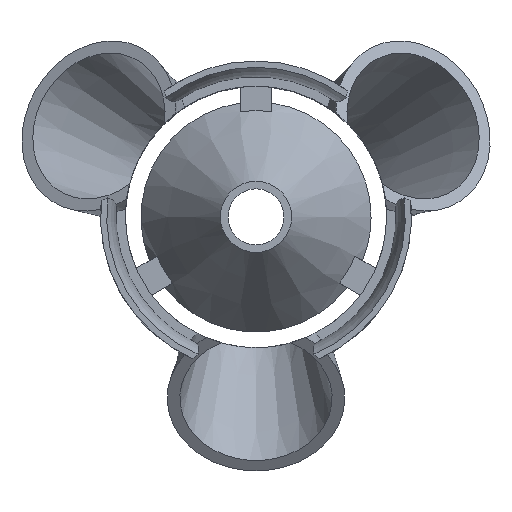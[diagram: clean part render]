
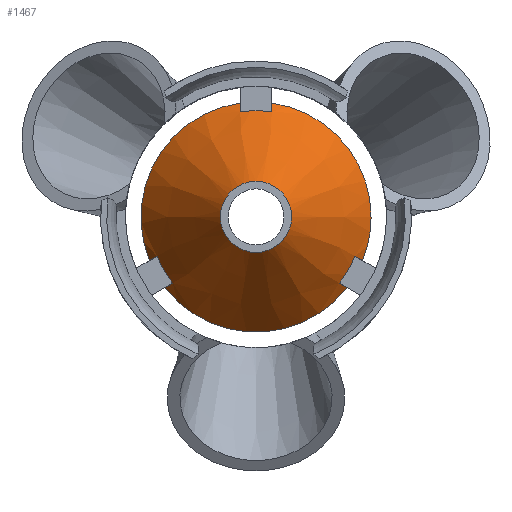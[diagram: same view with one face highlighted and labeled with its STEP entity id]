
A CAD part, top view. The second image highlights one B-rep face of the part: STEP entity #1467.
In plain terms, the highlighted conical face has half-angle 35 degrees and reference radius 24.221 mm.
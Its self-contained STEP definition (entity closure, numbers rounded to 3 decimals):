
#28=CONICAL_SURFACE('',#1598,24.221,0.611);
#114=(
BOUNDED_CURVE()
B_SPLINE_CURVE(2,(#2241,#2242,#2243),.UNSPECIFIED.,.F.,.F.)
B_SPLINE_CURVE_WITH_KNOTS((3,3),(0.,0.49),.UNSPECIFIED.)
CURVE()
GEOMETRIC_REPRESENTATION_ITEM()
RATIONAL_B_SPLINE_CURVE((1.,1.001,1.))
REPRESENTATION_ITEM('')
);
#115=(
BOUNDED_CURVE()
B_SPLINE_CURVE(2,(#2259,#2260,#2261),.UNSPECIFIED.,.F.,.F.)
B_SPLINE_CURVE_WITH_KNOTS((3,3),(0.,0.49),.UNSPECIFIED.)
CURVE()
GEOMETRIC_REPRESENTATION_ITEM()
RATIONAL_B_SPLINE_CURVE((1.,1.001,1.))
REPRESENTATION_ITEM('')
);
#116=(
BOUNDED_CURVE()
B_SPLINE_CURVE(2,(#2524,#2525,#2526),.UNSPECIFIED.,.F.,.F.)
B_SPLINE_CURVE_WITH_KNOTS((3,3),(0.,0.49),.UNSPECIFIED.)
CURVE()
GEOMETRIC_REPRESENTATION_ITEM()
RATIONAL_B_SPLINE_CURVE((1.,1.001,1.))
REPRESENTATION_ITEM('')
);
#117=(
BOUNDED_CURVE()
B_SPLINE_CURVE(2,(#2530,#2531,#2532),.UNSPECIFIED.,.F.,.F.)
B_SPLINE_CURVE_WITH_KNOTS((3,3),(0.,0.49),.UNSPECIFIED.)
CURVE()
GEOMETRIC_REPRESENTATION_ITEM()
RATIONAL_B_SPLINE_CURVE((1.,1.001,1.))
REPRESENTATION_ITEM('')
);
#118=(
BOUNDED_CURVE()
B_SPLINE_CURVE(2,(#2536,#2537,#2538),.UNSPECIFIED.,.F.,.F.)
B_SPLINE_CURVE_WITH_KNOTS((3,3),(0.,0.49),.UNSPECIFIED.)
CURVE()
GEOMETRIC_REPRESENTATION_ITEM()
RATIONAL_B_SPLINE_CURVE((1.,1.001,1.))
REPRESENTATION_ITEM('')
);
#119=(
BOUNDED_CURVE()
B_SPLINE_CURVE(2,(#2542,#2543,#2544),.UNSPECIFIED.,.F.,.F.)
B_SPLINE_CURVE_WITH_KNOTS((3,3),(0.,0.49),.UNSPECIFIED.)
CURVE()
GEOMETRIC_REPRESENTATION_ITEM()
RATIONAL_B_SPLINE_CURVE((1.,1.001,1.))
REPRESENTATION_ITEM('')
);
#177=FACE_OUTER_BOUND('',#261,.T.);
#261=EDGE_LOOP('',(#1039,#1040,#1041,#1042,#1043,#1044,#1045,#1046,#1047,
#1048,#1049,#1050,#1051,#1052,#1053,#1054,#1055));
#358=LINE('',#2547,#417);
#417=VECTOR('',#1874,24.221);
#462=CIRCLE('',#1573,11.442);
#463=CIRCLE('',#1574,11.442);
#464=CIRCLE('',#1578,34.199);
#476=CIRCLE('',#1599,37.);
#477=CIRCLE('',#1600,34.199);
#478=CIRCLE('',#1601,37.);
#479=CIRCLE('',#1602,34.199);
#480=CIRCLE('',#1603,37.);
#481=CIRCLE('',#1604,37.);
#557=VERTEX_POINT('',#2232);
#558=VERTEX_POINT('',#2234);
#559=VERTEX_POINT('',#2239);
#560=VERTEX_POINT('',#2240);
#563=VERTEX_POINT('',#2250);
#566=VERTEX_POINT('',#2258);
#604=VERTEX_POINT('',#2521);
#605=VERTEX_POINT('',#2523);
#606=VERTEX_POINT('',#2527);
#607=VERTEX_POINT('',#2529);
#608=VERTEX_POINT('',#2533);
#609=VERTEX_POINT('',#2535);
#610=VERTEX_POINT('',#2539);
#611=VERTEX_POINT('',#2541);
#612=VERTEX_POINT('',#2545);
#723=EDGE_CURVE('',#558,#557,#462,.T.);
#724=EDGE_CURVE('',#557,#558,#463,.T.);
#725=EDGE_CURVE('',#559,#560,#114,.T.);
#730=EDGE_CURVE('',#560,#563,#464,.T.);
#733=EDGE_CURVE('',#563,#566,#115,.T.);
#774=EDGE_CURVE('',#604,#566,#476,.T.);
#775=EDGE_CURVE('',#604,#605,#116,.T.);
#776=EDGE_CURVE('',#605,#606,#477,.T.);
#777=EDGE_CURVE('',#606,#607,#117,.T.);
#778=EDGE_CURVE('',#608,#607,#478,.T.);
#779=EDGE_CURVE('',#608,#609,#118,.T.);
#780=EDGE_CURVE('',#609,#610,#479,.T.);
#781=EDGE_CURVE('',#610,#611,#119,.T.);
#782=EDGE_CURVE('',#612,#611,#480,.T.);
#783=EDGE_CURVE('',#612,#558,#358,.T.);
#784=EDGE_CURVE('',#559,#612,#481,.T.);
#1039=ORIENTED_EDGE('',*,*,#725,.T.);
#1040=ORIENTED_EDGE('',*,*,#730,.T.);
#1041=ORIENTED_EDGE('',*,*,#733,.T.);
#1042=ORIENTED_EDGE('',*,*,#774,.F.);
#1043=ORIENTED_EDGE('',*,*,#775,.T.);
#1044=ORIENTED_EDGE('',*,*,#776,.T.);
#1045=ORIENTED_EDGE('',*,*,#777,.T.);
#1046=ORIENTED_EDGE('',*,*,#778,.F.);
#1047=ORIENTED_EDGE('',*,*,#779,.T.);
#1048=ORIENTED_EDGE('',*,*,#780,.T.);
#1049=ORIENTED_EDGE('',*,*,#781,.T.);
#1050=ORIENTED_EDGE('',*,*,#782,.F.);
#1051=ORIENTED_EDGE('',*,*,#783,.T.);
#1052=ORIENTED_EDGE('',*,*,#723,.T.);
#1053=ORIENTED_EDGE('',*,*,#724,.T.);
#1054=ORIENTED_EDGE('',*,*,#783,.F.);
#1055=ORIENTED_EDGE('',*,*,#784,.F.);
#1467=ADVANCED_FACE('',(#177),#28,.T.);
#1573=AXIS2_PLACEMENT_3D('',#2235,#1801,#1802);
#1574=AXIS2_PLACEMENT_3D('',#2236,#1803,#1804);
#1578=AXIS2_PLACEMENT_3D('',#2253,#1815,#1816);
#1598=AXIS2_PLACEMENT_3D('',#2520,#1862,#1863);
#1599=AXIS2_PLACEMENT_3D('',#2522,#1864,#1865);
#1600=AXIS2_PLACEMENT_3D('',#2528,#1866,#1867);
#1601=AXIS2_PLACEMENT_3D('',#2534,#1868,#1869);
#1602=AXIS2_PLACEMENT_3D('',#2540,#1870,#1871);
#1603=AXIS2_PLACEMENT_3D('',#2546,#1872,#1873);
#1604=AXIS2_PLACEMENT_3D('',#2548,#1875,#1876);
#1801=DIRECTION('center_axis',(0.,0.,-1.));
#1802=DIRECTION('ref_axis',(1.,0.,0.));
#1803=DIRECTION('center_axis',(0.,0.,-1.));
#1804=DIRECTION('ref_axis',(1.,0.,0.));
#1815=DIRECTION('center_axis',(0.,0.,
1.));
#1816=DIRECTION('ref_axis',(-1.,0.,0.));
#1862=DIRECTION('center_axis',(0.,0.,-1.));
#1863=DIRECTION('ref_axis',(-1.,0.,0.));
#1864=DIRECTION('center_axis',(0.,0.,-1.));
#1865=DIRECTION('ref_axis',(1.,0.,0.));
#1866=DIRECTION('center_axis',(0.,0.,
1.));
#1867=DIRECTION('ref_axis',(-1.,0.,0.));
#1868=DIRECTION('center_axis',(0.,0.,-1.));
#1869=DIRECTION('ref_axis',(1.,0.,0.));
#1870=DIRECTION('center_axis',(0.,0.,
1.));
#1871=DIRECTION('ref_axis',(-1.,0.,0.));
#1872=DIRECTION('center_axis',(0.,0.,-1.));
#1873=DIRECTION('ref_axis',(1.,0.,0.));
#1874=DIRECTION('',(-0.574,0.,0.819));
#1875=DIRECTION('center_axis',(0.,0.,-1.));
#1876=DIRECTION('ref_axis',(1.,0.,0.));
#2232=CARTESIAN_POINT('',(-11.442,0.,36.501));
#2234=CARTESIAN_POINT('',(11.442,0.,36.501));
#2235=CARTESIAN_POINT('Origin',(0.,0.,36.501));
#2236=CARTESIAN_POINT('Origin',(0.,0.,36.501));
#2239=CARTESIAN_POINT('',(5.,36.661,0.));
#2240=CARTESIAN_POINT('',(5.,33.832,4.));
#2241=CARTESIAN_POINT('Ctrl Pts',(5.,36.661,0.));
#2242=CARTESIAN_POINT('Ctrl Pts',(5.,35.191,2.08));
#2243=CARTESIAN_POINT('Ctrl Pts',(5.,33.832,4.));
#2250=CARTESIAN_POINT('',(-5.,33.832,4.));
#2253=CARTESIAN_POINT('Origin',(0.,0.,4.));
#2258=CARTESIAN_POINT('',(-5.,36.661,0.));
#2259=CARTESIAN_POINT('Ctrl Pts',(-5.,33.832,4.));
#2260=CARTESIAN_POINT('Ctrl Pts',(-5.,35.191,2.08));
#2261=CARTESIAN_POINT('Ctrl Pts',(-5.,36.661,0.));
#2520=CARTESIAN_POINT('Origin',(0.,0.,18.251));
#2521=CARTESIAN_POINT('',(-34.249,-14.,0.));
#2522=CARTESIAN_POINT('Origin',(0.,0.,0.));
#2523=CARTESIAN_POINT('',(-31.799,-12.586,4.));
#2524=CARTESIAN_POINT('Ctrl Pts',(-34.249,-14.,0.));
#2525=CARTESIAN_POINT('Ctrl Pts',(-32.976,-13.265,2.08));
#2526=CARTESIAN_POINT('Ctrl Pts',(-31.799,-12.586,4.));
#2527=CARTESIAN_POINT('',(-26.799,-21.246,4.));
#2528=CARTESIAN_POINT('Origin',(0.,0.,4.));
#2529=CARTESIAN_POINT('',(-29.249,-22.66,0.));
#2530=CARTESIAN_POINT('Ctrl Pts',(-26.799,-21.246,4.));
#2531=CARTESIAN_POINT('Ctrl Pts',(-27.976,-21.925,2.08));
#2532=CARTESIAN_POINT('Ctrl Pts',(-29.249,-22.66,0.));
#2533=CARTESIAN_POINT('',(29.249,-22.66,0.));
#2534=CARTESIAN_POINT('Origin',(0.,0.,0.));
#2535=CARTESIAN_POINT('',(26.799,-21.246,4.));
#2536=CARTESIAN_POINT('Ctrl Pts',(29.249,-22.66,0.));
#2537=CARTESIAN_POINT('Ctrl Pts',(27.976,-21.925,2.08));
#2538=CARTESIAN_POINT('Ctrl Pts',(26.799,-21.246,4.));
#2539=CARTESIAN_POINT('',(31.799,-12.586,4.));
#2540=CARTESIAN_POINT('Origin',(0.,0.,4.));
#2541=CARTESIAN_POINT('',(34.249,-14.,0.));
#2542=CARTESIAN_POINT('Ctrl Pts',(31.799,-12.586,4.));
#2543=CARTESIAN_POINT('Ctrl Pts',(32.976,-13.265,2.08));
#2544=CARTESIAN_POINT('Ctrl Pts',(34.249,-14.,0.));
#2545=CARTESIAN_POINT('',(37.,0.,0.));
#2546=CARTESIAN_POINT('Origin',(0.,0.,0.));
#2547=CARTESIAN_POINT('',(24.221,0.,18.251));
#2548=CARTESIAN_POINT('Origin',(0.,0.,0.));
